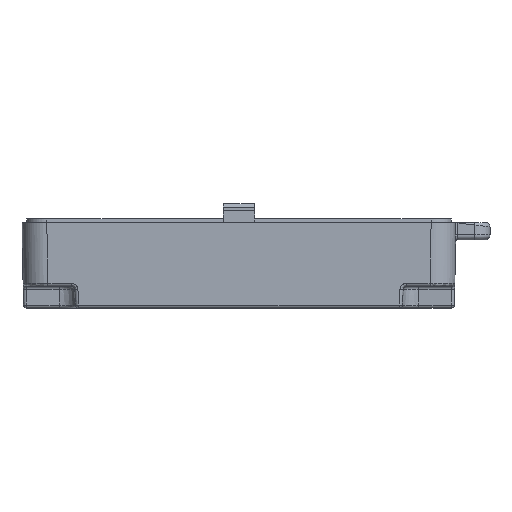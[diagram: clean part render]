
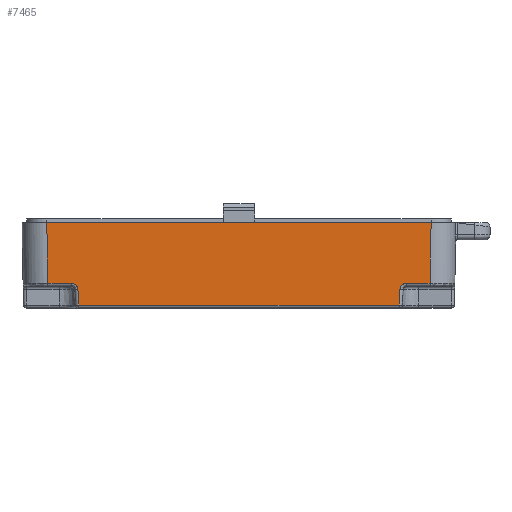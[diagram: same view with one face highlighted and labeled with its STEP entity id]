
A CAD part, left-side view. The second image highlights one B-rep face of the part: STEP entity #7465.
In plain terms, the highlighted planar face has unit normal (-1, 0, -0.018).
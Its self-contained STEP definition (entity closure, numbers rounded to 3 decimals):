
#1462=DIRECTION('',(0.,1.,0.));
#1463=VECTOR('',#1462,3.855);
#1464=CARTESIAN_POINT('',(-23.829,26.974,
-11.809));
#1465=LINE('',#1464,#1463);
#1466=DIRECTION('',(0.017,-0.017,-1.));
#1467=VECTOR('',#1466,9.812);
#1468=CARTESIAN_POINT('',(-24.,31.001,-2.));
#1469=LINE('',#1468,#1467);
#1470=DIRECTION('',(0.,-1.,0.));
#1471=VECTOR('',#1470,62.001);
#1472=CARTESIAN_POINT('',(-24.,31.001,-2.));
#1473=LINE('',#1472,#1471);
#1474=DIRECTION('',(0.017,0.017,-1.));
#1475=VECTOR('',#1474,9.812);
#1476=CARTESIAN_POINT('',(-24.,-31.001,-2.));
#1477=LINE('',#1476,#1475);
#1478=DIRECTION('',(0.,1.,0.));
#1479=VECTOR('',#1478,3.855);
#1480=CARTESIAN_POINT('',(-23.829,-30.829,
-11.809));
#1481=LINE('',#1480,#1479);
#1482=CARTESIAN_POINT('',(-23.812,-25.976,
-12.756));
#1483=CARTESIAN_POINT('',(-23.814,-25.981,
-12.653));
#1484=CARTESIAN_POINT('',(-23.817,-26.022,
-12.457));
#1485=CARTESIAN_POINT('',(-23.822,-26.173,
-12.185));
#1486=CARTESIAN_POINT('',(-23.826,-26.394,
-11.975));
#1487=CARTESIAN_POINT('',(-23.828,-26.674,
-11.839));
#1488=CARTESIAN_POINT('',(-23.829,-26.871,
-11.809));
#1489=CARTESIAN_POINT('',(-23.829,-26.974,
-11.809));
#1491=DIRECTION('',(-0.017,-0.052,0.998));
#1492=VECTOR('',#1491,2.556);
#1493=CARTESIAN_POINT('',(-23.768,-25.842,
-15.309));
#1494=LINE('',#1493,#1492);
#1495=DIRECTION('',(0.,1.,0.));
#1496=VECTOR('',#1495,51.684);
#1497=CARTESIAN_POINT('',(-23.768,-25.842,
-15.309));
#1498=LINE('',#1497,#1496);
#1499=DIRECTION('',(0.017,-0.052,-0.998));
#1500=VECTOR('',#1499,2.556);
#1501=CARTESIAN_POINT('',(-23.812,25.976,
-12.756));
#1502=LINE('',#1501,#1500);
#1503=CARTESIAN_POINT('',(-23.829,26.974,
-11.809));
#1504=CARTESIAN_POINT('',(-23.829,26.871,
-11.809));
#1505=CARTESIAN_POINT('',(-23.828,26.674,
-11.839));
#1506=CARTESIAN_POINT('',(-23.826,26.393,
-11.976));
#1507=CARTESIAN_POINT('',(-23.822,26.172,
-12.186));
#1508=CARTESIAN_POINT('',(-23.817,26.022,
-12.458));
#1509=CARTESIAN_POINT('',(-23.814,25.981,
-12.653));
#1510=CARTESIAN_POINT('',(-23.812,25.976,
-12.756));
#2937=CARTESIAN_POINT('',(-23.829,30.829,
-11.809));
#5003=CARTESIAN_POINT('',(-24.,31.001,-2.));
#5004=CARTESIAN_POINT('',(-24.,-31.001,-2.));
#5005=VERTEX_POINT('',#5003);
#5006=VERTEX_POINT('',#5004);
#5293=VERTEX_POINT('',#2937);
#5296=CARTESIAN_POINT('',(-23.829,26.974,
-11.809));
#5297=VERTEX_POINT('',#5296);
#5306=CARTESIAN_POINT('',(-23.829,-30.829,
-11.809));
#5307=CARTESIAN_POINT('',(-23.829,-26.974,
-11.809));
#5308=VERTEX_POINT('',#5306);
#5309=VERTEX_POINT('',#5307);
#5378=CARTESIAN_POINT('',(-23.812,25.976,
-12.756));
#5379=CARTESIAN_POINT('',(-23.768,25.842,
-15.309));
#5380=VERTEX_POINT('',#5378);
#5381=VERTEX_POINT('',#5379);
#5382=CARTESIAN_POINT('',(-23.768,-25.842,
-15.309));
#5383=VERTEX_POINT('',#5382);
#5396=CARTESIAN_POINT('',(-23.812,-25.976,
-12.756));
#5397=VERTEX_POINT('',#5396);
#7440=CARTESIAN_POINT('',(-24.,35.,-2.));
#7441=DIRECTION('',(-1.,0.,-0.017));
#7442=DIRECTION('',(0.,-1.,0.));
#7443=AXIS2_PLACEMENT_3D('',#7440,#7441,#7442);
#7444=PLANE('',#7443);
#7446=ORIENTED_EDGE('',*,*,#7445,.T.);
#7448=ORIENTED_EDGE('',*,*,#7447,.F.);
#7449=ORIENTED_EDGE('',*,*,#7014,.T.);
#7451=ORIENTED_EDGE('',*,*,#7450,.T.);
#7453=ORIENTED_EDGE('',*,*,#7452,.T.);
#7455=ORIENTED_EDGE('',*,*,#7454,.F.);
#7457=ORIENTED_EDGE('',*,*,#7456,.F.);
#7459=ORIENTED_EDGE('',*,*,#7458,.T.);
#7461=ORIENTED_EDGE('',*,*,#7460,.F.);
#7462=ORIENTED_EDGE('',*,*,#7430,.F.);
#7463=EDGE_LOOP('',(#7446,#7448,#7449,#7451,#7453,#7455,#7457,#7459,#7461,
#7462));
#7464=FACE_OUTER_BOUND('',#7463,.F.);
#7465=ADVANCED_FACE('',(#7464),#7444,.T.);
#1490=B_SPLINE_CURVE_WITH_KNOTS('',3,(#1482,#1483,#1484,#1485,#1486,#1487,#1488,
#1489),.UNSPECIFIED.,.F.,.F.,(4,1,1,1,1,4),(0.,0.2,0.4,0.6,0.8,1.),
.UNSPECIFIED.);
#1511=B_SPLINE_CURVE_WITH_KNOTS('',3,(#1503,#1504,#1505,#1506,#1507,#1508,#1509,
#1510),.UNSPECIFIED.,.F.,.F.,(4,1,1,1,1,4),(0.,0.2,0.4,0.6,0.8,1.),
.UNSPECIFIED.);
#7014=EDGE_CURVE('',#5005,#5006,#1473,.T.);
#7430=EDGE_CURVE('',#5297,#5380,#1511,.T.);
#7445=EDGE_CURVE('',#5297,#5293,#1465,.T.);
#7447=EDGE_CURVE('',#5005,#5293,#1469,.T.);
#7450=EDGE_CURVE('',#5006,#5308,#1477,.T.);
#7452=EDGE_CURVE('',#5308,#5309,#1481,.T.);
#7454=EDGE_CURVE('',#5397,#5309,#1490,.T.);
#7456=EDGE_CURVE('',#5383,#5397,#1494,.T.);
#7458=EDGE_CURVE('',#5383,#5381,#1498,.T.);
#7460=EDGE_CURVE('',#5380,#5381,#1502,.T.);
